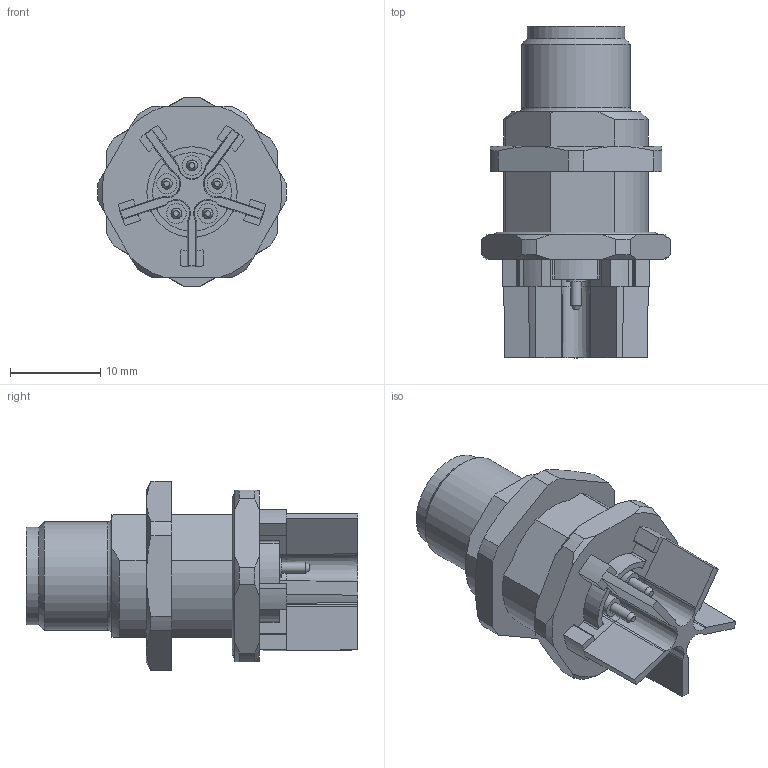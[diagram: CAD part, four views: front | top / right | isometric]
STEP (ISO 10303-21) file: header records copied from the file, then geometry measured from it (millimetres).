
FILE_DESCRIPTION(/* description */ (''),/* implementation_level */ '2;1');
FILE_NAME(/* name */ '5037931__2-NEU----Einbauflanschstecker_assy_01-02-2022_stp.stp',/* time_stamp */ '2022-02-01T11:17:44+01:00',/* author */ ('ESCHA GmbH & Co. KG'),/* organization */ ('ESCHA GmbH & Co. KG'),/* preprocessor_version */ 'ST-DEVELOPER v16',/* originating_system */ 'SIEMENS PLM Software NX 10.0',/* authorisation */ '');
FILE_SCHEMA (('AUTOMOTIVE_DESIGN { 1 0 10303 214 3 1 1 1 }'));
Length unit declared in the file: millimetre
Products named in the file (1): t.he2D204279mf3c
Bounding box: 20.89 x 36.7 x 20.99 mm (x, y, z)
Volume: 4733.4 mm3; surface area: 3751.8 mm2
Topology: 1 solids, 1 shells, 398 faces, 1061 edges, 675 vertices
Faces by surface type: plane 153, cylinder 140, cone 46, extrusion 33, bspline 10, torus 10, sphere 6
Full cylindrical faces by diameter (mm): 1.2 x5, 1.5 x4, 2.2 x5, 8.9 x1, 9 x1, 10.8 x1, 12 x1
Entity records: 12722 total; most frequent: CARTESIAN_POINT 3052, ORIENTED_EDGE 2006, DIRECTION 1973, EDGE_CURVE 1003, AXIS2_PLACEMENT_3D 715, VERTEX_POINT 659, VECTOR 543, LINE 510
